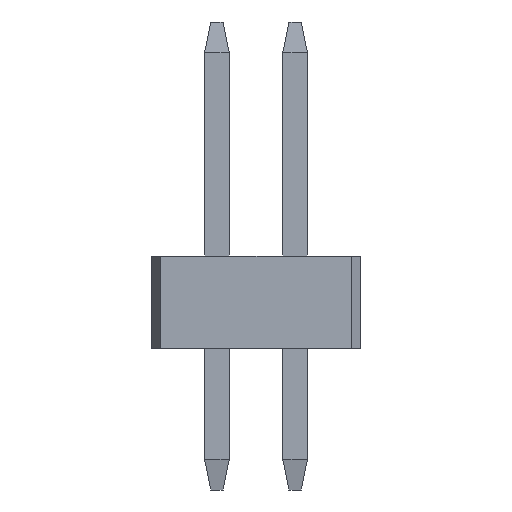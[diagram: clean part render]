
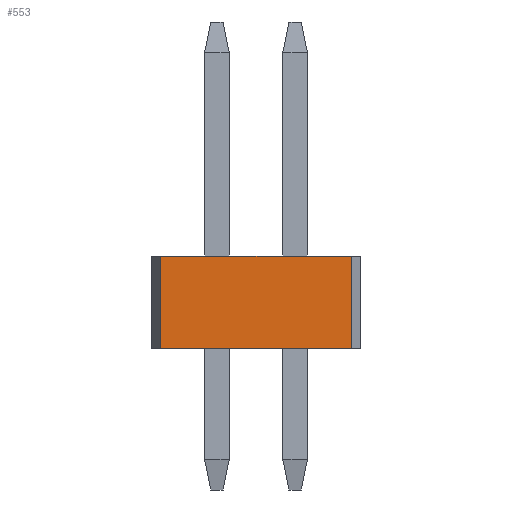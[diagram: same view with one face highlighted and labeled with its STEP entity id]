
A CAD part, left-side view. The second image highlights one B-rep face of the part: STEP entity #553.
In plain terms, the highlighted planar face has unit normal (-1, 0, 0).
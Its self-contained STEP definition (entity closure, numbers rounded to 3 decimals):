
#553=ADVANCED_FACE('',(#1133),#8873,.T.);
#1133=FACE_OUTER_BOUND('',#1713,.T.);
#1713=EDGE_LOOP('',(#3398,#3399,#3400,#3401));
#3398=ORIENTED_EDGE('',*,*,#5667,.F.);
#3399=ORIENTED_EDGE('',*,*,#5377,.T.);
#3400=ORIENTED_EDGE('',*,*,#4980,.F.);
#3401=ORIENTED_EDGE('',*,*,#5438,.T.);
#4980=EDGE_CURVE('',#7849,#7848,#6402,.T.);
#5377=EDGE_CURVE('',#8222,#7848,#6799,.T.);
#5438=EDGE_CURVE('',#7849,#8235,#6860,.T.);
#5667=EDGE_CURVE('',#8222,#8235,#7089,.T.);
#6402=B_SPLINE_CURVE_WITH_KNOTS('',1,(#11246,#11247),.UNSPECIFIED.,.F.,
 .F.,(2,2),(0.053,0.056),.UNSPECIFIED.);
#6799=B_SPLINE_CURVE_WITH_KNOTS('',1,(#12040,#12041),.UNSPECIFIED.,.F.,
 .F.,(2,2),(0.004,0.005),.UNSPECIFIED.);
#6860=B_SPLINE_CURVE_WITH_KNOTS('',1,(#12162,#12163),.UNSPECIFIED.,.F.,
 .F.,(2,2),(0.008,0.01),.UNSPECIFIED.);
#7089=B_SPLINE_CURVE_WITH_KNOTS('',1,(#12620,#12621,#12622,#12623),
 .UNSPECIFIED.,.F.,.F.,(2,1,1,2),(0.,0.815,2.285,
3.1),.UNSPECIFIED.);
#7848=VERTEX_POINT('',#10726);
#7849=VERTEX_POINT('',#10727);
#8222=VERTEX_POINT('',#11100);
#8235=VERTEX_POINT('',#11113);
#8873=PLANE('',#9473);
#9473=AXIS2_PLACEMENT_3D('',#10639,#10056,$);
#10056=DIRECTION('',(-1.,0.,0.));
#10639=CARTESIAN_POINT('',(-7.62,-1.55,0.01));
#10726=CARTESIAN_POINT('',(-7.62,1.55,0.01));
#10727=CARTESIAN_POINT('',(-7.62,-1.55,0.01));
#11100=CARTESIAN_POINT('',(-7.62,1.55,1.51));
#11113=CARTESIAN_POINT('',(-7.62,-1.55,1.51));
#11246=CARTESIAN_POINT('',(-7.62,-1.55,0.01));
#11247=CARTESIAN_POINT('',(-7.62,1.55,0.01));
#12040=CARTESIAN_POINT('',(-7.62,1.55,1.51));
#12041=CARTESIAN_POINT('',(-7.62,1.55,0.01));
#12162=CARTESIAN_POINT('',(-7.62,-1.55,0.01));
#12163=CARTESIAN_POINT('',(-7.62,-1.55,1.51));
#12620=CARTESIAN_POINT('',(-7.62,1.55,1.51));
#12621=CARTESIAN_POINT('',(-7.62,0.735,1.51));
#12622=CARTESIAN_POINT('',(-7.62,-0.735,1.51));
#12623=CARTESIAN_POINT('',(-7.62,-1.55,1.51));
